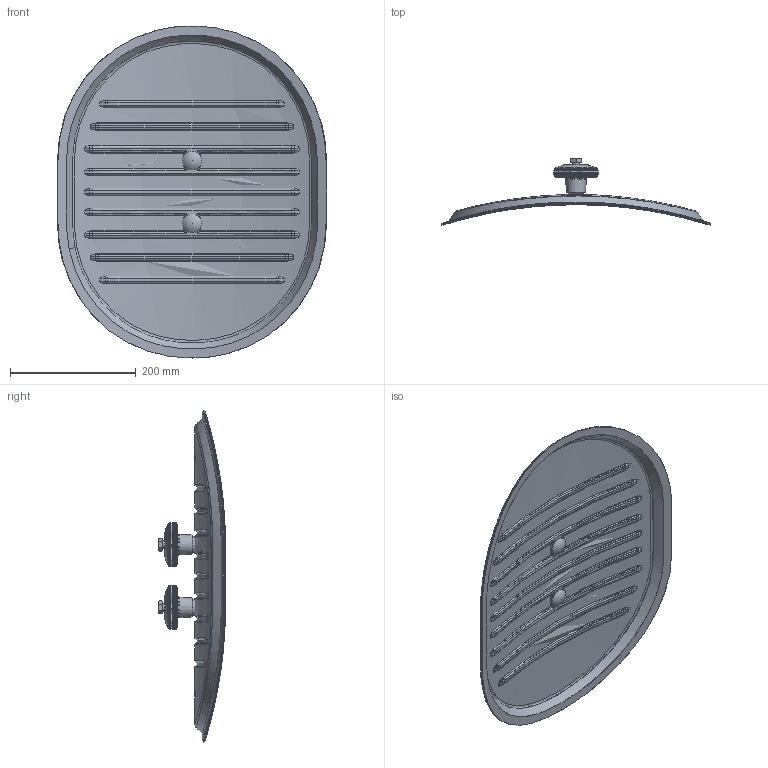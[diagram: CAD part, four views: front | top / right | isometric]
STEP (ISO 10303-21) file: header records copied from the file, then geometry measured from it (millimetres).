
FILE_DESCRIPTION(/* description */ (''),/* implementation_level */ '2;1');
FILE_NAME(/* name */ 'D03A-1036_RRD_54_140.stp',/* time_stamp */ '2016-03-08T11:49:44+01:00',/* author */ (''),/* organization */ (''),/* preprocessor_version */ 'ST-DEVELOPER v11',/* originating_system */ 'SIEMENS UGS NX 6.0',/* authorisation */ '');
FILE_SCHEMA (('CONFIG_CONTROL_DESIGN'));
Products named in the file (1): perl30ABpi3h
Bounding box: 427.83 x 106.31 x 528 mm (x, y, z)
Volume: 619026 mm3; surface area: 899952.7 mm2
Topology: 8 solids, 8 shells, 3710 faces, 8293 edges, 4599 vertices
Faces by surface type: cone 1236, plane 958, cylinder 606, bspline 444, torus 346, sphere 68, extrusion 52
Full cylindrical faces by diameter (mm): 10.106 x2, 10.2 x2, 11.75 x2, 12 x2, 13 x2, 14.4 x2, 30 x2
Entity records: 118628 total; most frequent: CARTESIAN_POINT 42158, ORIENTED_EDGE 16216, DIRECTION 15468, EDGE_CURVE 8108, AXIS2_PLACEMENT_3D 6269, VERTEX_POINT 4528, EDGE_LOOP 3840, ADVANCED_FACE 3710
